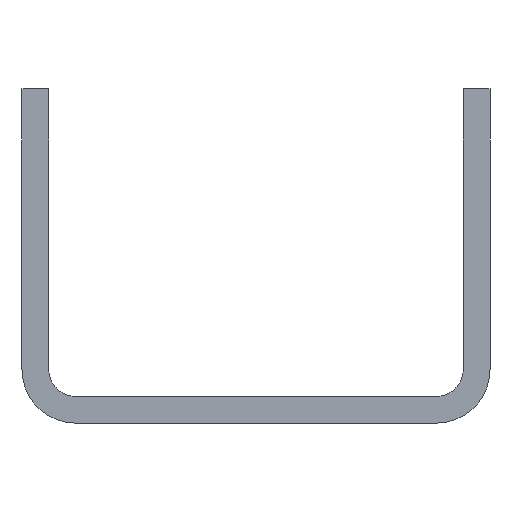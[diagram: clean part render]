
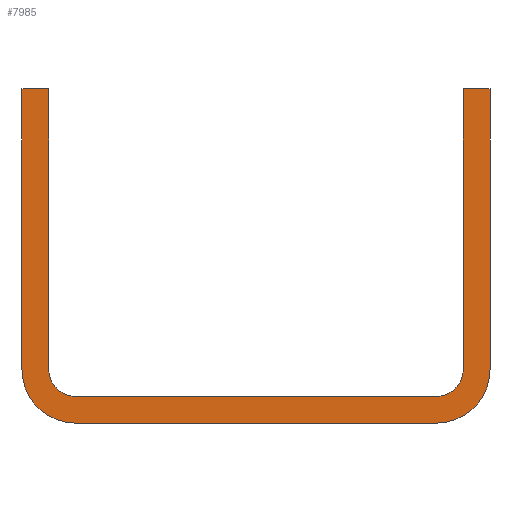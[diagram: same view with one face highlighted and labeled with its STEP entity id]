
A CAD part, front view. The second image highlights one B-rep face of the part: STEP entity #7985.
In plain terms, the highlighted planar face has unit normal (0, -1, 0).
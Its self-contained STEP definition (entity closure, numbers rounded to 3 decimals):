
#2=DIRECTION('',(0.,0.,-1.));
#3=VECTOR('',#2,42.);
#4=CARTESIAN_POINT('',(35.,0.,25.));
#5=LINE('',#4,#3);
#6=CARTESIAN_POINT('',(27.,0.,-17.));
#7=DIRECTION('',(0.,1.,0.));
#8=DIRECTION('',(1.,0.,0.));
#9=AXIS2_PLACEMENT_3D('',#6,#7,#8);
#11=DIRECTION('',(-1.,0.,0.));
#12=VECTOR('',#11,54.);
#13=CARTESIAN_POINT('',(27.,0.,-25.));
#14=LINE('',#13,#12);
#15=CARTESIAN_POINT('',(-27.,0.,-17.));
#16=DIRECTION('',(0.,1.,0.));
#17=DIRECTION('',(0.,0.,-1.));
#18=AXIS2_PLACEMENT_3D('',#15,#16,#17);
#20=DIRECTION('',(0.,0.,1.));
#21=VECTOR('',#20,42.);
#22=CARTESIAN_POINT('',(-35.,0.,-17.));
#23=LINE('',#22,#21);
#24=DIRECTION('',(1.,0.,0.));
#25=VECTOR('',#24,4.);
#26=CARTESIAN_POINT('',(-35.,0.,25.));
#27=LINE('',#26,#25);
#28=DIRECTION('',(0.,0.,-1.));
#29=VECTOR('',#28,42.);
#30=CARTESIAN_POINT('',(-31.,0.,25.));
#31=LINE('',#30,#29);
#32=CARTESIAN_POINT('',(-27.,0.,-17.));
#33=DIRECTION('',(0.,-1.,0.));
#34=DIRECTION('',(-1.,0.,0.));
#35=AXIS2_PLACEMENT_3D('',#32,#33,#34);
#37=DIRECTION('',(1.,0.,0.));
#38=VECTOR('',#37,54.);
#39=CARTESIAN_POINT('',(-27.,0.,-21.));
#40=LINE('',#39,#38);
#41=CARTESIAN_POINT('',(27.,0.,-17.));
#42=DIRECTION('',(0.,-1.,0.));
#43=DIRECTION('',(0.,0.,-1.));
#44=AXIS2_PLACEMENT_3D('',#41,#42,#43);
#46=DIRECTION('',(0.,0.,1.));
#47=VECTOR('',#46,42.);
#48=CARTESIAN_POINT('',(31.,0.,-17.));
#49=LINE('',#48,#47);
#50=DIRECTION('',(1.,0.,0.));
#51=VECTOR('',#50,4.);
#52=CARTESIAN_POINT('',(31.,0.,25.));
#53=LINE('',#52,#51);
#6082=CARTESIAN_POINT('',(35.,0.,25.));
#6083=CARTESIAN_POINT('',(35.,0.,-17.));
#6084=VERTEX_POINT('',#6082);
#6085=VERTEX_POINT('',#6083);
#6086=CARTESIAN_POINT('',(27.,0.,-25.));
#6087=VERTEX_POINT('',#6086);
#6088=CARTESIAN_POINT('',(-27.,0.,-25.));
#6089=VERTEX_POINT('',#6088);
#6090=CARTESIAN_POINT('',(-35.,0.,-17.));
#6091=VERTEX_POINT('',#6090);
#6092=CARTESIAN_POINT('',(-35.,0.,25.));
#6093=VERTEX_POINT('',#6092);
#6094=CARTESIAN_POINT('',(-31.,0.,25.));
#6095=VERTEX_POINT('',#6094);
#6096=CARTESIAN_POINT('',(-31.,0.,-17.));
#6097=VERTEX_POINT('',#6096);
#6098=CARTESIAN_POINT('',(-27.,0.,-21.));
#6099=VERTEX_POINT('',#6098);
#6100=CARTESIAN_POINT('',(27.,0.,-21.));
#6101=VERTEX_POINT('',#6100);
#6102=CARTESIAN_POINT('',(31.,0.,-17.));
#6103=VERTEX_POINT('',#6102);
#6104=CARTESIAN_POINT('',(31.,0.,25.));
#6105=VERTEX_POINT('',#6104);
#7954=CARTESIAN_POINT('',(0.,0.,0.));
#7955=DIRECTION('',(0.,1.,0.));
#7956=DIRECTION('',(1.,0.,0.));
#7957=AXIS2_PLACEMENT_3D('',#7954,#7955,#7956);
#7958=PLANE('',#7957);
#7960=ORIENTED_EDGE('',*,*,#7959,.T.);
#7962=ORIENTED_EDGE('',*,*,#7961,.T.);
#7964=ORIENTED_EDGE('',*,*,#7963,.T.);
#7966=ORIENTED_EDGE('',*,*,#7965,.T.);
#7968=ORIENTED_EDGE('',*,*,#7967,.T.);
#7970=ORIENTED_EDGE('',*,*,#7969,.T.);
#7972=ORIENTED_EDGE('',*,*,#7971,.T.);
#7974=ORIENTED_EDGE('',*,*,#7973,.T.);
#7976=ORIENTED_EDGE('',*,*,#7975,.T.);
#7978=ORIENTED_EDGE('',*,*,#7977,.T.);
#7980=ORIENTED_EDGE('',*,*,#7979,.T.);
#7982=ORIENTED_EDGE('',*,*,#7981,.T.);
#7983=EDGE_LOOP('',(#7960,#7962,#7964,#7966,#7968,#7970,#7972,#7974,#7976,#7978,
#7980,#7982));
#7984=FACE_OUTER_BOUND('',#7983,.F.);
#7985=ADVANCED_FACE('',(#7984),#7958,.F.);
#10=CIRCLE('',#9,8.);
#19=CIRCLE('',#18,8.);
#36=CIRCLE('',#35,4.);
#45=CIRCLE('',#44,4.);
#7959=EDGE_CURVE('',#6084,#6085,#5,.T.);
#7961=EDGE_CURVE('',#6085,#6087,#10,.T.);
#7963=EDGE_CURVE('',#6087,#6089,#14,.T.);
#7965=EDGE_CURVE('',#6089,#6091,#19,.T.);
#7967=EDGE_CURVE('',#6091,#6093,#23,.T.);
#7969=EDGE_CURVE('',#6093,#6095,#27,.T.);
#7971=EDGE_CURVE('',#6095,#6097,#31,.T.);
#7973=EDGE_CURVE('',#6097,#6099,#36,.T.);
#7975=EDGE_CURVE('',#6099,#6101,#40,.T.);
#7977=EDGE_CURVE('',#6101,#6103,#45,.T.);
#7979=EDGE_CURVE('',#6103,#6105,#49,.T.);
#7981=EDGE_CURVE('',#6105,#6084,#53,.T.);
